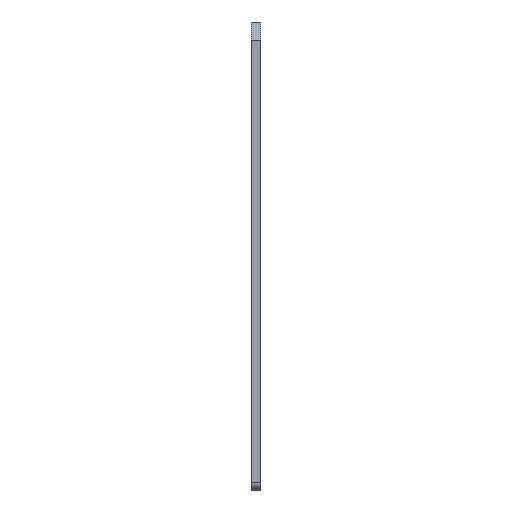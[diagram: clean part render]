
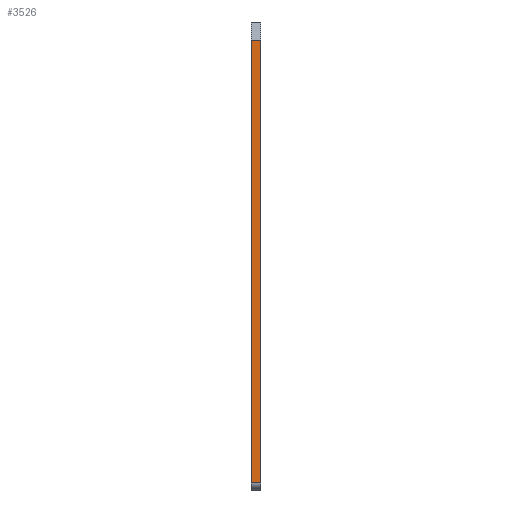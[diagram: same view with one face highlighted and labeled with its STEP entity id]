
A CAD part, front view. The second image highlights one B-rep face of the part: STEP entity #3526.
In plain terms, the highlighted planar face has unit normal (0, -1, 0).
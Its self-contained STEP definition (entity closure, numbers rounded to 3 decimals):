
#145=DIRECTION('',(0.,0.,-1.));
#146=VECTOR('',#145,369.);
#147=CARTESIAN_POINT('',(0.,-160.,210.));
#148=LINE('',#147,#146);
#657=DIRECTION('',(0.,0.,-1.));
#658=VECTOR('',#657,369.);
#659=CARTESIAN_POINT('',(8.,-160.,210.));
#660=LINE('',#659,#658);
#1263=DIRECTION('',(-1.,0.,0.));
#1264=VECTOR('',#1263,8.);
#1265=CARTESIAN_POINT('',(8.,-160.,210.));
#1266=LINE('',#1265,#1264);
#1267=DIRECTION('',(-1.,0.,0.));
#1268=VECTOR('',#1267,8.);
#1269=CARTESIAN_POINT('',(8.,-160.,-159.));
#1270=LINE('',#1269,#1268);
#2385=CARTESIAN_POINT('',(0.,-160.,210.));
#2387=VERTEX_POINT('',#2385);
#2391=CARTESIAN_POINT('',(8.,-160.,210.));
#2392=VERTEX_POINT('',#2391);
#2394=CARTESIAN_POINT('',(0.,-160.,-159.));
#2396=VERTEX_POINT('',#2394);
#2397=CARTESIAN_POINT('',(8.,-160.,-159.));
#2398=VERTEX_POINT('',#2397);
#3514=CARTESIAN_POINT('',(8.,-160.,225.));
#3515=DIRECTION('',(0.,-1.,0.));
#3516=DIRECTION('',(0.,0.,-1.));
#3517=AXIS2_PLACEMENT_3D('',#3514,#3515,#3516);
#3518=PLANE('',#3517);
#3520=ORIENTED_EDGE('',*,*,#3519,.F.);
#3521=ORIENTED_EDGE('',*,*,#2858,.T.);
#3522=ORIENTED_EDGE('',*,*,#3507,.T.);
#3523=ORIENTED_EDGE('',*,*,#2506,.F.);
#3524=EDGE_LOOP('',(#3520,#3521,#3522,#3523));
#3525=FACE_OUTER_BOUND('',#3524,.F.);
#3526=ADVANCED_FACE('',(#3525),#3518,.T.);
#2506=EDGE_CURVE('',#2387,#2396,#148,.T.);
#2858=EDGE_CURVE('',#2392,#2398,#660,.T.);
#3507=EDGE_CURVE('',#2398,#2396,#1270,.T.);
#3519=EDGE_CURVE('',#2392,#2387,#1266,.T.);
